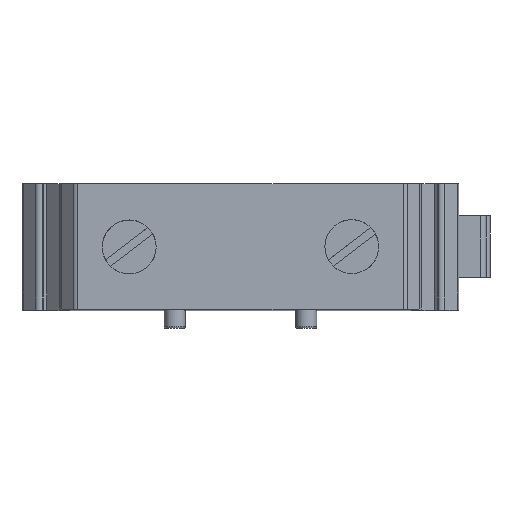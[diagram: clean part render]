
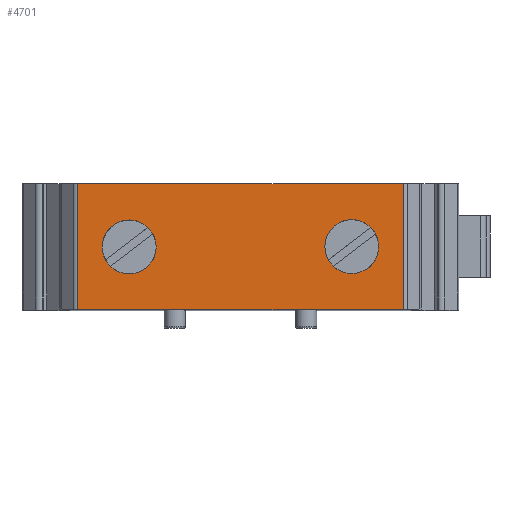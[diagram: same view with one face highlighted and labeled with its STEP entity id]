
A CAD part, top view. The second image highlights one B-rep face of the part: STEP entity #4701.
In plain terms, the highlighted planar face has unit normal (0, 0, 1).
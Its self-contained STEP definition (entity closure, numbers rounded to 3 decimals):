
#190=CIRCLE('',#5005,4.375);
#191=CIRCLE('',#5006,4.375);
#829=ORIENTED_EDGE('',*,*,#1338,.T.);
#830=ORIENTED_EDGE('',*,*,#1441,.T.);
#831=ORIENTED_EDGE('',*,*,#1201,.T.);
#832=ORIENTED_EDGE('',*,*,#1414,.F.);
#833=ORIENTED_EDGE('',*,*,#1442,.T.);
#834=ORIENTED_EDGE('',*,*,#1443,.T.);
#1201=EDGE_CURVE('',#1628,#1626,#1923,.T.);
#1338=EDGE_CURVE('',#1741,#1739,#2030,.T.);
#1414=EDGE_CURVE('',#1741,#1626,#2087,.T.);
#1441=EDGE_CURVE('',#1739,#1628,#2110,.T.);
#1442=EDGE_CURVE('',#1792,#1792,#190,.T.);
#1443=EDGE_CURVE('',#1793,#1793,#191,.T.);
#1626=VERTEX_POINT('',#6316);
#1628=VERTEX_POINT('',#6319);
#1739=VERTEX_POINT('',#6596);
#1741=VERTEX_POINT('',#6599);
#1792=VERTEX_POINT('',#6804);
#1793=VERTEX_POINT('',#6806);
#1923=LINE('',#6318,#2220);
#2030=LINE('',#6598,#2327);
#2087=LINE('',#6740,#2384);
#2110=LINE('',#6801,#2407);
#2220=VECTOR('',#5334,1000.);
#2327=VECTOR('',#5561,1000.);
#2384=VECTOR('',#5694,1000.);
#2407=VECTOR('',#5785,1000.);
#2624=EDGE_LOOP('',(#829,#830,#831,#832));
#2625=EDGE_LOOP('',(#833));
#2626=EDGE_LOOP('',(#834));
#2895=FACE_BOUND('',#2624,.T.);
#2896=FACE_BOUND('',#2625,.T.);
#2897=FACE_BOUND('',#2626,.T.);
#3092=PLANE('',#5004);
#4701=ADVANCED_FACE('',(#2895,#2896,#2897),#3092,.F.);
#5004=AXIS2_PLACEMENT_3D('',#6802,#5786,#5787);
#5005=AXIS2_PLACEMENT_3D('',#6803,#5788,#5789);
#5006=AXIS2_PLACEMENT_3D('',#6805,#5790,#5791);
#5334=DIRECTION('',(-1.,0.,0.));
#5561=DIRECTION('',(1.,0.,0.));
#5694=DIRECTION('',(0.,1.,0.));
#5785=DIRECTION('',(0.,1.,0.));
#5786=DIRECTION('',(0.,0.,-1.));
#5787=DIRECTION('',(1.,0.,0.));
#5788=DIRECTION('',(0.,0.,-1.));
#5789=DIRECTION('',(1.,0.,0.));
#5790=DIRECTION('',(0.,0.,-1.));
#5791=DIRECTION('',(1.,0.,0.));
#6316=CARTESIAN_POINT('',(-26.196,0.,40.344));
#6318=CARTESIAN_POINT('',(-26.196,0.,40.344));
#6319=CARTESIAN_POINT('',(26.676,0.,40.344));
#6596=CARTESIAN_POINT('',(26.676,-20.55,40.344));
#6598=CARTESIAN_POINT('',(-26.196,-20.55,40.344));
#6599=CARTESIAN_POINT('',(-26.196,-20.55,40.344));
#6740=CARTESIAN_POINT('',(-26.196,-10.25,40.344));
#6801=CARTESIAN_POINT('',(26.676,-10.25,40.344));
#6802=CARTESIAN_POINT('',(-26.196,-10.3,40.344));
#6803=CARTESIAN_POINT('',(18.32,-10.25,40.344));
#6804=CARTESIAN_POINT('',(22.695,-10.25,40.344));
#6805=CARTESIAN_POINT('',(-17.84,-10.3,40.344));
#6806=CARTESIAN_POINT('',(-13.465,-10.3,40.344));
